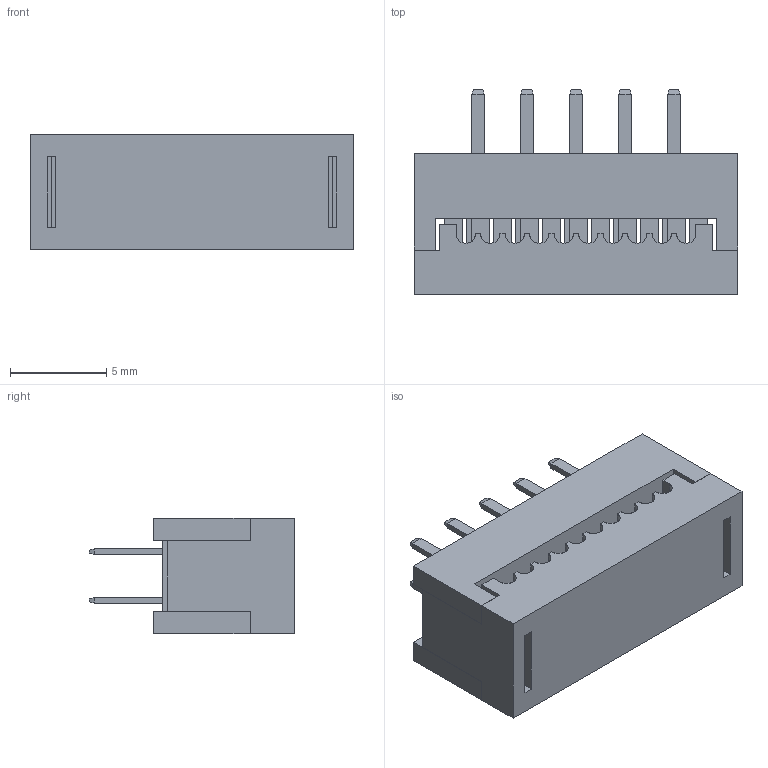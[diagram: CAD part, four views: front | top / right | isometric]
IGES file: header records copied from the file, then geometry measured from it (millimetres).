
Start section: SolidWorks IGES file using analytic representation for surfaces
Global section: file name: IDP-1 .IGS; native system: SolidWorks 2014; preprocessor: SolidWorks 2014; author: ewilson; date: 140811.110853; units: inch
Bounding box: 16.79 x 10.63 x 5.99 mm (x, y, z)
Surface area: 1171.5 mm2 (no closed solid volume)
Topology: 0 solids, 0 shells, 358 faces, 2118 edges, 2118 vertices
Faces by surface type: bspline 338, revolution 20
